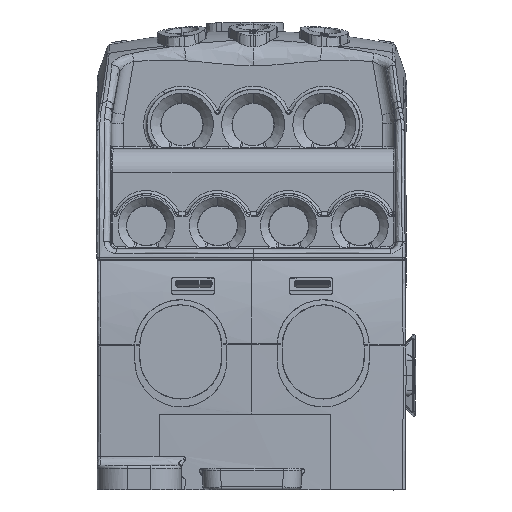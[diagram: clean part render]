
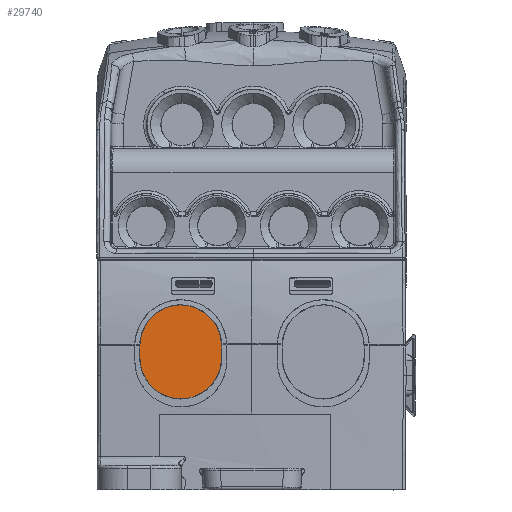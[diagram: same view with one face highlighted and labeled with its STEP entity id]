
A CAD part, front view. The second image highlights one B-rep face of the part: STEP entity #29740.
In plain terms, the highlighted planar face has unit normal (0, -1, 0).
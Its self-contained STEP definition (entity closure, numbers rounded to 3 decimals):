
#28934=AXIS2_PLACEMENT_3D('Circle Axis2P3D',#28932,#28933,$) ;
#28968=AXIS2_PLACEMENT_3D('Circle Axis2P3D',#28966,#28967,$) ;
#28988=AXIS2_PLACEMENT_3D('Circle Axis2P3D',#28986,#28987,$) ;
#29026=AXIS2_PLACEMENT_3D('Circle Axis2P3D',#29024,#29025,$) ;
#29721=AXIS2_PLACEMENT_3D('Plane Axis2P3D',#29718,#29719,#29720) ;
#28929=CARTESIAN_POINT('Vertex',(13.994,16.,30.691)) ;
#28932=CARTESIAN_POINT('Axis2P3D Location',(13.994,16.,23.9)) ;
#28936=CARTESIAN_POINT('Vertex',(20.785,16.,23.893)) ;
#28963=CARTESIAN_POINT('Vertex',(7.203,16.,23.893)) ;
#28966=CARTESIAN_POINT('Axis2P3D Location',(13.994,16.,23.9)) ;
#28986=CARTESIAN_POINT('Axis2P3D Location',(13.994,16.,21.9)) ;
#28990=CARTESIAN_POINT('Vertex',(13.994,16.,15.109)) ;
#28992=CARTESIAN_POINT('Vertex',(7.203,16.,21.907)) ;
#29021=CARTESIAN_POINT('Vertex',(20.785,16.,21.907)) ;
#29024=CARTESIAN_POINT('Axis2P3D Location',(13.994,16.,21.9)) ;
#29093=CARTESIAN_POINT('Control Point',(20.785,16.,21.907)) ;
#29094=CARTESIAN_POINT('Control Point',(20.785,16.,22.569)) ;
#29095=CARTESIAN_POINT('Control Point',(20.785,16.,23.231)) ;
#29096=CARTESIAN_POINT('Control Point',(20.785,16.,23.893)) ;
#29161=CARTESIAN_POINT('Control Point',(7.203,16.,23.893)) ;
#29162=CARTESIAN_POINT('Control Point',(7.203,16.,23.231)) ;
#29163=CARTESIAN_POINT('Control Point',(7.203,16.,22.569)) ;
#29164=CARTESIAN_POINT('Control Point',(7.203,16.,21.907)) ;
#29718=CARTESIAN_POINT('Axis2P3D Location',(48.094,16.,31.1)) ;
#28933=DIRECTION('Axis2P3D Direction',(0.,-1.,0.)) ;
#28967=DIRECTION('Axis2P3D Direction',(0.,-1.,0.)) ;
#28987=DIRECTION('Axis2P3D Direction',(0.,-1.,0.)) ;
#29025=DIRECTION('Axis2P3D Direction',(0.,-1.,0.)) ;
#29719=DIRECTION('Axis2P3D Direction',(0.,1.,0.)) ;
#29720=DIRECTION('Axis2P3D XDirection',(0.,0.,-1.)) ;
#29733=ORIENTED_EDGE('',*,*,#28970,.F.) ;
#29734=ORIENTED_EDGE('',*,*,#29165,.T.) ;
#29735=ORIENTED_EDGE('',*,*,#28994,.F.) ;
#29736=ORIENTED_EDGE('',*,*,#29028,.F.) ;
#29737=ORIENTED_EDGE('',*,*,#29097,.T.) ;
#29738=ORIENTED_EDGE('',*,*,#28938,.F.) ;
#29740=ADVANCED_FACE('NAUO2\\Importiert1',(#29739),#29722,.F.) ;
#29092=B_SPLINE_CURVE_WITH_KNOTS('',3,(#29093,#29094,#29095,#29096),.UNSPECIFIED.,.F.,.U.,(4,4),(0.,2.809),.UNSPECIFIED.) ;
#29160=B_SPLINE_CURVE_WITH_KNOTS('',3,(#29161,#29162,#29163,#29164),.UNSPECIFIED.,.F.,.U.,(4,4),(0.,2.809),.UNSPECIFIED.) ;
#28935=CIRCLE('generated circle',#28934,6.791) ;
#28969=CIRCLE('generated circle',#28968,6.791) ;
#28989=CIRCLE('generated circle',#28988,6.791) ;
#29027=CIRCLE('generated circle',#29026,6.791) ;
#28938=EDGE_CURVE('',#28930,#28937,#28935,.F.) ;
#28970=EDGE_CURVE('',#28964,#28930,#28969,.F.) ;
#28994=EDGE_CURVE('',#28991,#28993,#28989,.F.) ;
#29028=EDGE_CURVE('',#29022,#28991,#29027,.F.) ;
#29097=EDGE_CURVE('',#29022,#28937,#29092,.T.) ;
#29165=EDGE_CURVE('',#28964,#28993,#29160,.T.) ;
#29732=EDGE_LOOP('',(#29733,#29734,#29735,#29736,#29737,#29738)) ;
#29739=FACE_OUTER_BOUND('',#29732,.T.) ;
#29722=PLANE('',#29721) ;
#28930=VERTEX_POINT('',#28929) ;
#28937=VERTEX_POINT('',#28936) ;
#28964=VERTEX_POINT('',#28963) ;
#28991=VERTEX_POINT('',#28990) ;
#28993=VERTEX_POINT('',#28992) ;
#29022=VERTEX_POINT('',#29021) ;
